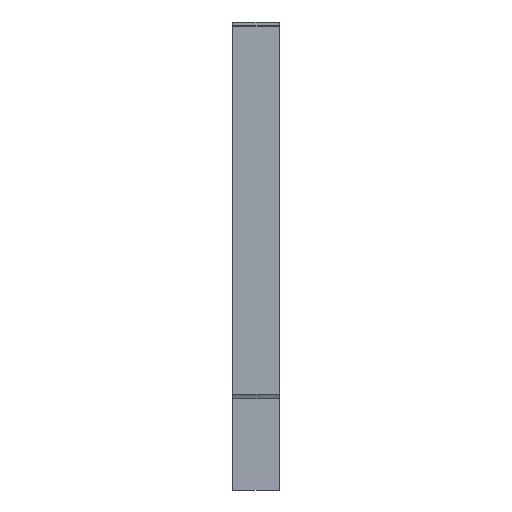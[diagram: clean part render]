
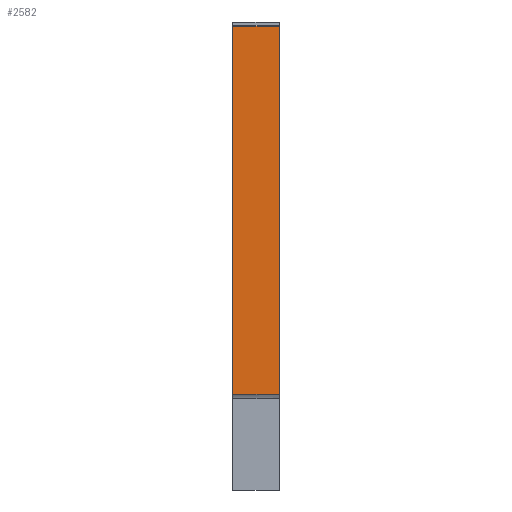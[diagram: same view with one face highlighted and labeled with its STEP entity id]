
A CAD part, left-side view. The second image highlights one B-rep face of the part: STEP entity #2582.
In plain terms, the highlighted planar face has unit normal (-1, 0, -0.004).
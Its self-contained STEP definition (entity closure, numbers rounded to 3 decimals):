
#336=FACE_OUTER_BOUND('',#482,.T.);
#482=EDGE_LOOP('',(#2025,#2026,#2027,#2028));
#650=LINE('',#3873,#880);
#651=LINE('',#3876,#881);
#652=LINE('',#3878,#882);
#653=LINE('',#3879,#883);
#880=VECTOR('',#2874,10.);
#881=VECTOR('',#2877,10.);
#882=VECTOR('',#2878,10.);
#883=VECTOR('',#2879,10.);
#1140=VERTEX_POINT('',#3867);
#1142=VERTEX_POINT('',#3871);
#1143=VERTEX_POINT('',#3875);
#1144=VERTEX_POINT('',#3877);
#1460=EDGE_CURVE('',#1140,#1142,#650,.T.);
#1461=EDGE_CURVE('',#1140,#1143,#651,.T.);
#1462=EDGE_CURVE('',#1144,#1142,#652,.T.);
#1463=EDGE_CURVE('',#1143,#1144,#653,.T.);
#2025=ORIENTED_EDGE('',*,*,#1461,.F.);
#2026=ORIENTED_EDGE('',*,*,#1460,.T.);
#2027=ORIENTED_EDGE('',*,*,#1462,.F.);
#2028=ORIENTED_EDGE('',*,*,#1463,.F.);
#2473=PLANE('',#2701);
#2582=ADVANCED_FACE('',(#336),#2473,.T.);
#2701=AXIS2_PLACEMENT_3D('',#3874,#2875,#2876);
#2874=DIRECTION('',(0.,-1.,0.));
#2875=DIRECTION('center_axis',(-1.,0.,-0.004));
#2876=DIRECTION('ref_axis',(0.004,0.,-1.));
#2877=DIRECTION('',(-0.004,0.,1.));
#2878=DIRECTION('',(0.004,0.,-1.));
#2879=DIRECTION('',(0.,-1.,0.));
#3867=CARTESIAN_POINT('',(-43.895,1.,12.234));
#3871=CARTESIAN_POINT('',(-43.895,0.,12.234));
#3873=CARTESIAN_POINT('',(-43.895,1.,12.234));
#3874=CARTESIAN_POINT('Origin',(-43.928,1.,20.234));
#3875=CARTESIAN_POINT('',(-43.928,1.,20.234));
#3876=CARTESIAN_POINT('',(-43.895,1.,12.234));
#3877=CARTESIAN_POINT('',(-43.928,0.,20.234));
#3878=CARTESIAN_POINT('',(-43.895,0.,12.234));
#3879=CARTESIAN_POINT('',(-43.928,1.,20.234));
